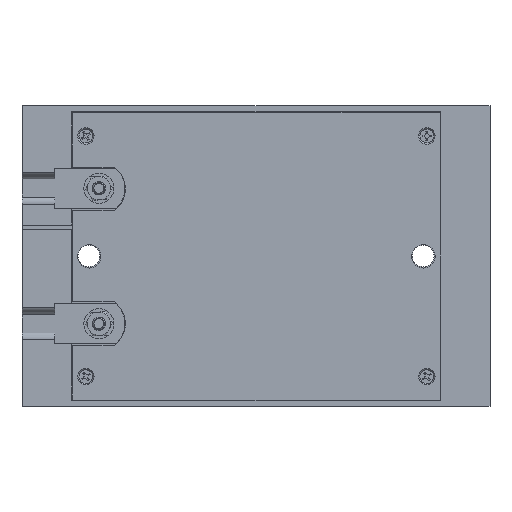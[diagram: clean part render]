
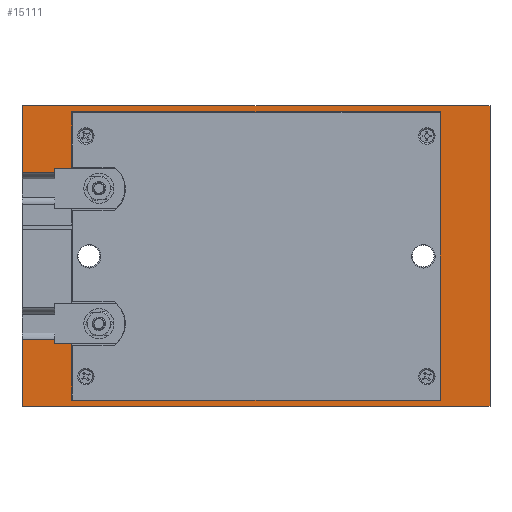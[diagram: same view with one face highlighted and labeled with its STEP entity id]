
A CAD part, front view. The second image highlights one B-rep face of the part: STEP entity #15111.
In plain terms, the highlighted planar face has unit normal (0, -1, 0).
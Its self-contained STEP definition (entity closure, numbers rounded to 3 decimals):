
#502 = VERTEX_POINT ( 'NONE', #3082 ) ;
#511 = VERTEX_POINT ( 'NONE', #579 ) ;
#573 = VERTEX_POINT ( 'NONE', #9144 ) ;
#579 = CARTESIAN_POINT ( 'NONE',  ( -70., 0., 45. ) ) ;
#613 = CARTESIAN_POINT ( 'NONE',  ( -60.25, 0., -26.25 ) ) ;
#721 = CARTESIAN_POINT ( 'NONE',  ( -70., 0., -45. ) ) ;
#930 = VECTOR ( 'NONE', #2056, 1000. ) ;
#960 = LINE ( 'NONE', #5400, #6647 ) ;
#1004 = VECTOR ( 'NONE', #11326, 1000. ) ;
#1062 = DIRECTION ( 'NONE',  ( 0., 0., 1. ) ) ;
#1311 = CARTESIAN_POINT ( 'NONE',  ( -30., 0., 26.25 ) ) ;
#1327 = CARTESIAN_POINT ( 'NONE',  ( 27.028, 0., -26.25 ) ) ;
#1487 = VERTEX_POINT ( 'NONE', #8439 ) ;
#1851 = CARTESIAN_POINT ( 'NONE',  ( -70., 0., -45. ) ) ;
#1957 = DIRECTION ( 'NONE',  ( -1., 0., 0. ) ) ;
#1977 = DIRECTION ( 'NONE',  ( 1., 0., 0. ) ) ;
#1988 = LINE ( 'NONE', #10431, #8409 ) ;
#2056 = DIRECTION ( 'NONE',  ( 0., 0., 1. ) ) ;
#2065 = CARTESIAN_POINT ( 'NONE',  ( -70., 0., -45. ) ) ;
#2183 = ORIENTED_EDGE ( 'NONE', *, *, #4667, .T. ) ;
#2325 = CARTESIAN_POINT ( 'NONE',  ( -55.1, 0., 43.1 ) ) ;
#2340 = VECTOR ( 'NONE', #2713, 1000. ) ;
#2421 = VERTEX_POINT ( 'NONE', #7325 ) ;
#2602 = ORIENTED_EDGE ( 'NONE', *, *, #8956, .F. ) ;
#2679 = CARTESIAN_POINT ( 'NONE',  ( -55.1, 0., -43.1 ) ) ;
#2713 = DIRECTION ( 'NONE',  ( -1., 0., 0. ) ) ;
#2786 = ORIENTED_EDGE ( 'NONE', *, *, #10711, .F. ) ;
#3000 = CARTESIAN_POINT ( 'NONE',  ( -55.1, 0., 43.1 ) ) ;
#3082 = CARTESIAN_POINT ( 'NONE',  ( 70., 0., 45. ) ) ;
#3194 = LINE ( 'NONE', #14985, #3380 ) ;
#3344 = VECTOR ( 'NONE', #14581, 1000. ) ;
#3380 = VECTOR ( 'NONE', #6290, 1000. ) ;
#3467 = CARTESIAN_POINT ( 'NONE',  ( -60.25, 0., 26.25 ) ) ;
#4099 = VECTOR ( 'NONE', #5676, 1000. ) ;
#4302 = VECTOR ( 'NONE', #7479, 1000. ) ;
#4370 = LINE ( 'NONE', #3000, #10237 ) ;
#4667 = EDGE_CURVE ( 'NONE', #12590, #13160, #12548, .T. ) ;
#4697 = LINE ( 'NONE', #15740, #3344 ) ;
#4895 = EDGE_CURVE ( 'NONE', #502, #5548, #10390, .T. ) ;
#4920 = EDGE_CURVE ( 'NONE', #12590, #8278, #5685, .T. ) ;
#5123 = LINE ( 'NONE', #9501, #6706 ) ;
#5275 = CARTESIAN_POINT ( 'NONE',  ( -60.25, 0., 24.956 ) ) ;
#5289 = VERTEX_POINT ( 'NONE', #9857 ) ;
#5400 = CARTESIAN_POINT ( 'NONE',  ( 55.1, 0., -43.1 ) ) ;
#5548 = VERTEX_POINT ( 'NONE', #13812 ) ;
#5676 = DIRECTION ( 'NONE',  ( 0., 0., 1. ) ) ;
#5685 = LINE ( 'NONE', #1327, #1004 ) ;
#5925 = VECTOR ( 'NONE', #14779, 1000. ) ;
#6290 = DIRECTION ( 'NONE',  ( -1., 0., 0. ) ) ;
#6459 = EDGE_LOOP ( 'NONE', ( #15670, #2602, #9630, #2183, #10447, #7606, #11788, #10001, #8959, #10326, #16058, #13881, #2786, #10913, #10461, #15631 ) ) ;
#6574 = CARTESIAN_POINT ( 'NONE',  ( -60.25, 0., -24.956 ) ) ;
#6647 = VECTOR ( 'NONE', #11964, 1000. ) ;
#6706 = VECTOR ( 'NONE', #1977, 1000. ) ;
#7052 = VECTOR ( 'NONE', #15991, 1000. ) ;
#7085 = VECTOR ( 'NONE', #14056, 1000. ) ;
#7111 = CARTESIAN_POINT ( 'NONE',  ( -55.1, 0., -26.25 ) ) ;
#7282 = CARTESIAN_POINT ( 'NONE',  ( -60.25, 0., 0. ) ) ;
#7325 = CARTESIAN_POINT ( 'NONE',  ( -60.25, 0., 26.25 ) ) ;
#7459 = CARTESIAN_POINT ( 'NONE',  ( -55.1, 0., -43.1 ) ) ;
#7479 = DIRECTION ( 'NONE',  ( -1., 0., 0. ) ) ;
#7606 = ORIENTED_EDGE ( 'NONE', *, *, #13327, .F. ) ;
#7611 = CARTESIAN_POINT ( 'NONE',  ( -70., 0., -24.956 ) ) ;
#8026 = EDGE_CURVE ( 'NONE', #5548, #8358, #3194, .T. ) ;
#8072 = LINE ( 'NONE', #7459, #5925 ) ;
#8251 = EDGE_CURVE ( 'NONE', #1487, #14698, #4370, .T. ) ;
#8278 = VERTEX_POINT ( 'NONE', #7111 ) ;
#8341 = CARTESIAN_POINT ( 'NONE',  ( -55.1, 0., -43.1 ) ) ;
#8358 = VERTEX_POINT ( 'NONE', #2065 ) ;
#8409 = VECTOR ( 'NONE', #1957, 1000. ) ;
#8439 = CARTESIAN_POINT ( 'NONE',  ( 55.1, 0., 43.1 ) ) ;
#8521 = VECTOR ( 'NONE', #15083, 1000. ) ;
#8777 = LINE ( 'NONE', #721, #4099 ) ;
#8956 = EDGE_CURVE ( 'NONE', #8278, #13727, #8072, .T. ) ;
#8959 = ORIENTED_EDGE ( 'NONE', *, *, #9300, .F. ) ;
#9144 = CARTESIAN_POINT ( 'NONE',  ( 55.1, 0., -43.1 ) ) ;
#9300 = EDGE_CURVE ( 'NONE', #511, #502, #5123, .T. ) ;
#9501 = CARTESIAN_POINT ( 'NONE',  ( -70., 0., 45. ) ) ;
#9616 = EDGE_CURVE ( 'NONE', #13160, #15624, #1988, .T. ) ;
#9630 = ORIENTED_EDGE ( 'NONE', *, *, #4920, .F. ) ;
#9638 = EDGE_CURVE ( 'NONE', #13727, #573, #4697, .T. ) ;
#9756 = LINE ( 'NONE', #1311, #4302 ) ;
#9788 = AXIS2_PLACEMENT_3D ( 'NONE', #14615, #14833, #15885 ) ;
#9847 = VERTEX_POINT ( 'NONE', #16052 ) ;
#9857 = CARTESIAN_POINT ( 'NONE',  ( -55.1, 0., 26.25 ) ) ;
#10001 = ORIENTED_EDGE ( 'NONE', *, *, #4895, .F. ) ;
#10037 = EDGE_CURVE ( 'NONE', #13766, #9847, #11960, .T. ) ;
#10237 = VECTOR ( 'NONE', #15520, 1000. ) ;
#10326 = ORIENTED_EDGE ( 'NONE', *, *, #11321, .F. ) ;
#10390 = LINE ( 'NONE', #15156, #7085 ) ;
#10431 = CARTESIAN_POINT ( 'NONE',  ( -60.25, 0., -24.956 ) ) ;
#10447 = ORIENTED_EDGE ( 'NONE', *, *, #9616, .T. ) ;
#10461 = ORIENTED_EDGE ( 'NONE', *, *, #8251, .F. ) ;
#10525 = FACE_OUTER_BOUND ( 'NONE', #6459, .T. ) ;
#10711 = EDGE_CURVE ( 'NONE', #5289, #2421, #9756, .T. ) ;
#10913 = ORIENTED_EDGE ( 'NONE', *, *, #13010, .F. ) ;
#11321 = EDGE_CURVE ( 'NONE', #9847, #511, #8777, .T. ) ;
#11326 = DIRECTION ( 'NONE',  ( 1., 0., 0. ) ) ;
#11742 = EDGE_CURVE ( 'NONE', #573, #1487, #960, .T. ) ;
#11763 = VECTOR ( 'NONE', #1062, 1000. ) ;
#11788 = ORIENTED_EDGE ( 'NONE', *, *, #8026, .F. ) ;
#11960 = LINE ( 'NONE', #5275, #2340 ) ;
#11964 = DIRECTION ( 'NONE',  ( 0., 0., 1. ) ) ;
#12548 = LINE ( 'NONE', #7282, #11763 ) ;
#12590 = VERTEX_POINT ( 'NONE', #613 ) ;
#12663 = LINE ( 'NONE', #2679, #8521 ) ;
#13010 = EDGE_CURVE ( 'NONE', #14698, #5289, #12663, .T. ) ;
#13160 = VERTEX_POINT ( 'NONE', #6574 ) ;
#13327 = EDGE_CURVE ( 'NONE', #8358, #15624, #15976, .T. ) ;
#13583 = PLANE ( 'NONE',  #9788 ) ;
#13727 = VERTEX_POINT ( 'NONE', #8341 ) ;
#13766 = VERTEX_POINT ( 'NONE', #15910 ) ;
#13812 = CARTESIAN_POINT ( 'NONE',  ( 70., 0., -45. ) ) ;
#13881 = ORIENTED_EDGE ( 'NONE', *, *, #15097, .F. ) ;
#14056 = DIRECTION ( 'NONE',  ( 0., 0., -1. ) ) ;
#14253 = LINE ( 'NONE', #3467, #7052 ) ;
#14581 = DIRECTION ( 'NONE',  ( 1., 0., 0. ) ) ;
#14615 = CARTESIAN_POINT ( 'NONE',  ( 0., 0., 0. ) ) ;
#14698 = VERTEX_POINT ( 'NONE', #2325 ) ;
#14779 = DIRECTION ( 'NONE',  ( 0., 0., -1. ) ) ;
#14833 = DIRECTION ( 'NONE',  ( 0., 1., 0. ) ) ;
#14985 = CARTESIAN_POINT ( 'NONE',  ( -70., 0., -45. ) ) ;
#15083 = DIRECTION ( 'NONE',  ( 0., 0., -1. ) ) ;
#15097 = EDGE_CURVE ( 'NONE', #2421, #13766, #14253, .T. ) ;
#15111 = ADVANCED_FACE ( 'NONE', ( #10525 ), #13583, .F. ) ;
#15156 = CARTESIAN_POINT ( 'NONE',  ( 70., 0., -45. ) ) ;
#15520 = DIRECTION ( 'NONE',  ( -1., 0., 0. ) ) ;
#15624 = VERTEX_POINT ( 'NONE', #7611 ) ;
#15631 = ORIENTED_EDGE ( 'NONE', *, *, #11742, .F. ) ;
#15670 = ORIENTED_EDGE ( 'NONE', *, *, #9638, .F. ) ;
#15740 = CARTESIAN_POINT ( 'NONE',  ( -55.1, 0., -43.1 ) ) ;
#15885 = DIRECTION ( 'NONE',  ( 0., 0., 1. ) ) ;
#15910 = CARTESIAN_POINT ( 'NONE',  ( -60.25, 0., 24.956 ) ) ;
#15976 = LINE ( 'NONE', #1851, #930 ) ;
#15991 = DIRECTION ( 'NONE',  ( 0., 0., -1. ) ) ;
#16052 = CARTESIAN_POINT ( 'NONE',  ( -70., 0., 24.956 ) ) ;
#16058 = ORIENTED_EDGE ( 'NONE', *, *, #10037, .F. ) ;
